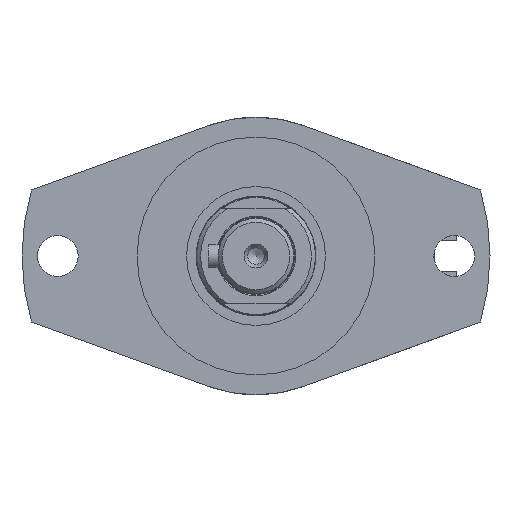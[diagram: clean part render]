
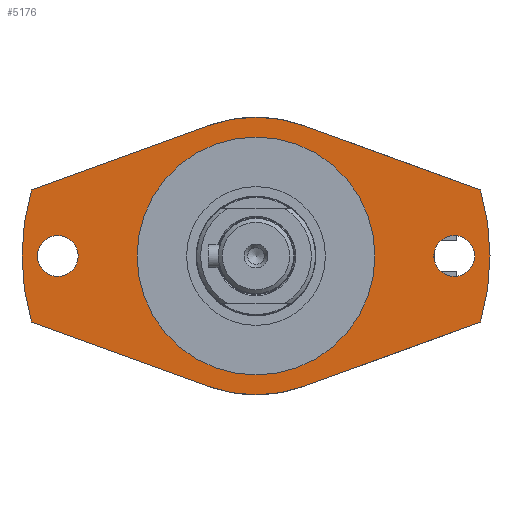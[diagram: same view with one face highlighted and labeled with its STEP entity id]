
A CAD part, left-side view. The second image highlights one B-rep face of the part: STEP entity #5176.
In plain terms, the highlighted planar face has unit normal (-1, 0, 0).
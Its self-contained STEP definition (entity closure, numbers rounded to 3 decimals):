
#169=FACE_BOUND('',#772,.T.);
#170=FACE_BOUND('',#773,.T.);
#171=FACE_BOUND('',#774,.T.);
#256=PLANE('',#5662);
#468=FACE_OUTER_BOUND('',#771,.T.);
#771=EDGE_LOOP('',(#3881,#3882,#3883,#3884,#3885,#3886,#3887,#3888));
#772=EDGE_LOOP('',(#3889));
#773=EDGE_LOOP('',(#3890));
#774=EDGE_LOOP('',(#3891,#3892));
#1075=LINE('',#8216,#1449);
#1078=LINE('',#8222,#1452);
#1082=LINE('',#8229,#1456);
#1085=LINE('',#8235,#1459);
#1449=VECTOR('',#6657,10.);
#1452=VECTOR('',#6662,10.);
#1456=VECTOR('',#6668,10.);
#1459=VECTOR('',#6673,10.);
#1864=CIRCLE('',#5644,35.);
#1866=CIRCLE('',#5646,35.);
#1870=CIRCLE('',#5651,5.15);
#1873=CIRCLE('',#5655,5.15);
#1875=CIRCLE('',#5663,59.);
#1876=CIRCLE('',#5664,59.);
#1877=CIRCLE('',#5665,30.);
#1878=CIRCLE('',#5666,30.);
#2215=VERTEX_POINT('',#8181);
#2216=VERTEX_POINT('',#8183);
#2219=VERTEX_POINT('',#8189);
#2220=VERTEX_POINT('',#8191);
#2224=VERTEX_POINT('',#8201);
#2227=VERTEX_POINT('',#8209);
#2228=VERTEX_POINT('',#8213);
#2231=VERTEX_POINT('',#8221);
#2233=VERTEX_POINT('',#8227);
#2235=VERTEX_POINT('',#8232);
#2236=VERTEX_POINT('',#8241);
#2237=VERTEX_POINT('',#8242);
#2813=EDGE_CURVE('',#2216,#2215,#1864,.T.);
#2817=EDGE_CURVE('',#2220,#2219,#1866,.T.);
#2823=EDGE_CURVE('',#2224,#2224,#1870,.T.);
#2827=EDGE_CURVE('',#2227,#2227,#1873,.T.);
#2829=EDGE_CURVE('',#2215,#2228,#1075,.T.);
#2832=EDGE_CURVE('',#2231,#2220,#1078,.T.);
#2836=EDGE_CURVE('',#2219,#2233,#1082,.T.);
#2839=EDGE_CURVE('',#2235,#2216,#1085,.T.);
#2841=EDGE_CURVE('',#2231,#2228,#1875,.T.);
#2842=EDGE_CURVE('',#2235,#2233,#1876,.T.);
#2843=EDGE_CURVE('',#2236,#2237,#1877,.T.);
#2844=EDGE_CURVE('',#2237,#2236,#1878,.T.);
#3881=ORIENTED_EDGE('',*,*,#2839,.T.);
#3882=ORIENTED_EDGE('',*,*,#2813,.T.);
#3883=ORIENTED_EDGE('',*,*,#2829,.T.);
#3884=ORIENTED_EDGE('',*,*,#2841,.F.);
#3885=ORIENTED_EDGE('',*,*,#2832,.T.);
#3886=ORIENTED_EDGE('',*,*,#2817,.T.);
#3887=ORIENTED_EDGE('',*,*,#2836,.T.);
#3888=ORIENTED_EDGE('',*,*,#2842,.F.);
#3889=ORIENTED_EDGE('',*,*,#2823,.T.);
#3890=ORIENTED_EDGE('',*,*,#2827,.T.);
#3891=ORIENTED_EDGE('',*,*,#2843,.T.);
#3892=ORIENTED_EDGE('',*,*,#2844,.T.);
#5176=ADVANCED_FACE('',(#468,#169,#170,#171),#256,.T.);
#5644=AXIS2_PLACEMENT_3D('',#8184,#6625,#6626);
#5646=AXIS2_PLACEMENT_3D('',#8192,#6631,#6632);
#5651=AXIS2_PLACEMENT_3D('',#8203,#6643,#6644);
#5655=AXIS2_PLACEMENT_3D('',#8211,#6652,#6653);
#5662=AXIS2_PLACEMENT_3D('',#8238,#6678,#6679);
#5663=AXIS2_PLACEMENT_3D('',#8239,#6680,#6681);
#5664=AXIS2_PLACEMENT_3D('',#8240,#6682,#6683);
#5665=AXIS2_PLACEMENT_3D('',#8243,#6684,#6685);
#5666=AXIS2_PLACEMENT_3D('',#8244,#6686,#6687);
#6625=DIRECTION('center_axis',(-1.,0.,0.));
#6626=DIRECTION('ref_axis',(0.,-0.342,0.94));
#6631=DIRECTION('center_axis',(-1.,0.,0.));
#6632=DIRECTION('ref_axis',(0.,0.342,-0.94));
#6643=DIRECTION('center_axis',(1.,0.,0.));
#6644=DIRECTION('ref_axis',(0.,0.,
-1.));
#6652=DIRECTION('center_axis',(1.,0.,0.));
#6653=DIRECTION('ref_axis',(0.,0.,
-1.));
#6657=DIRECTION('',(0.,-0.94,0.342));
#6662=DIRECTION('',(0.,0.94,0.342));
#6668=DIRECTION('',(0.,0.94,-0.342));
#6673=DIRECTION('',(0.,-0.94,-0.342));
#6678=DIRECTION('center_axis',(-1.,0.,0.));
#6679=DIRECTION('ref_axis',(0.,0.,1.));
#6680=DIRECTION('center_axis',(1.,0.,0.));
#6681=DIRECTION('ref_axis',(0.,1.,0.));
#6682=DIRECTION('center_axis',(1.,0.,0.));
#6683=DIRECTION('ref_axis',(0.,1.,0.));
#6684=DIRECTION('center_axis',(1.,0.,0.));
#6685=DIRECTION('ref_axis',(0.,1.,0.));
#6686=DIRECTION('center_axis',(1.,0.,0.));
#6687=DIRECTION('ref_axis',(0.,1.,0.));
#8181=CARTESIAN_POINT('',(-180.,-11.971,-32.889));
#8183=CARTESIAN_POINT('',(-180.,11.971,-32.889));
#8184=CARTESIAN_POINT('Origin',(-180.,0.,0.));
#8189=CARTESIAN_POINT('',(-180.,11.971,32.889));
#8191=CARTESIAN_POINT('',(-180.,-11.971,32.889));
#8192=CARTESIAN_POINT('Origin',(-180.,0.,0.));
#8201=CARTESIAN_POINT('',(-180.,-50.,5.15));
#8203=CARTESIAN_POINT('Origin',(-180.,-50.,0.));
#8209=CARTESIAN_POINT('',(-180.,50.,5.15));
#8211=CARTESIAN_POINT('Origin',(-180.,50.,0.));
#8213=CARTESIAN_POINT('',(-180.,-56.604,-16.644));
#8216=CARTESIAN_POINT('',(-180.,7.677,-40.04));
#8221=CARTESIAN_POINT('',(-180.,-56.604,16.644));
#8222=CARTESIAN_POINT('',(-180.,-37.505,23.596));
#8227=CARTESIAN_POINT('',(-180.,56.604,16.644));
#8229=CARTESIAN_POINT('',(-180.,31.618,25.738));
#8232=CARTESIAN_POINT('',(-180.,56.604,-16.644));
#8235=CARTESIAN_POINT('',(-180.,76.799,-9.294));
#8238=CARTESIAN_POINT('Origin',(-180.,44.5,0.));
#8239=CARTESIAN_POINT('Origin',(-180.,0.,0.));
#8240=CARTESIAN_POINT('Origin',(-180.,0.,0.));
#8241=CARTESIAN_POINT('',(-180.,30.,0.));
#8242=CARTESIAN_POINT('',(-180.,-30.,0.));
#8243=CARTESIAN_POINT('Origin',(-180.,0.,0.));
#8244=CARTESIAN_POINT('Origin',(-180.,0.,0.));
